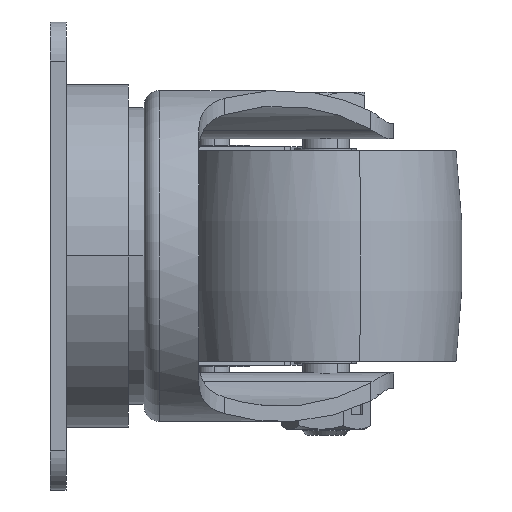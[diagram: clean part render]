
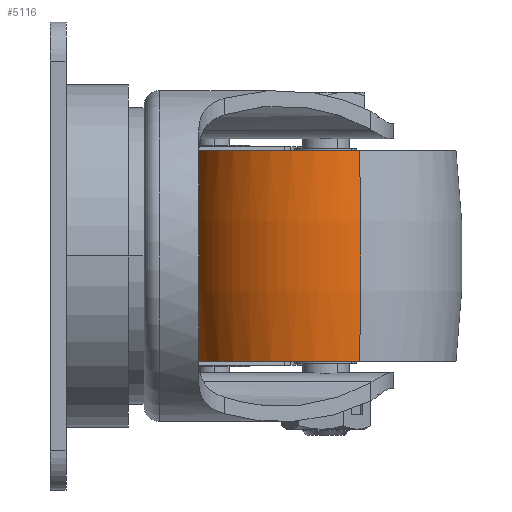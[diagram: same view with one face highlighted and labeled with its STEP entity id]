
A CAD part, left-side view. The second image highlights one B-rep face of the part: STEP entity #5116.
In plain terms, the highlighted toroidal (fillet/blend) face has major radius 104.375 mm and minor radius 121.875 mm.
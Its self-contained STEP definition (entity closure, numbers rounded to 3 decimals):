
#64 = CIRCLE ( 'NONE', #11938, 121.875 ) ;
#394 = DIRECTION ( 'NONE',  ( 0., 0., -1. ) ) ;
#462 = DIRECTION ( 'NONE',  ( 0., 0., -1. ) ) ;
#693 = CARTESIAN_POINT ( 'NONE',  ( 33.183, -30.977, 13.5 ) ) ;
#2095 = CARTESIAN_POINT ( 'NONE',  ( 17., -35.3, 13.5 ) ) ;
#3277 = VERTEX_POINT ( 'NONE', #693 ) ;
#3905 = CARTESIAN_POINT ( 'NONE',  ( -83.839, -62.238, 0. ) ) ;
#4587 = VERTEX_POINT ( 'NONE', #18452 ) ;
#5116 = ADVANCED_FACE ( 'NONE', ( #13367 ), #9081, .T. ) ;
#5697 = AXIS2_PLACEMENT_3D ( 'NONE', #7158, #16876, #16801 ) ;
#6027 = CIRCLE ( 'NONE', #5697, 121.875 ) ;
#7158 = CARTESIAN_POINT ( 'NONE',  ( 117.839, -8.362, 0. ) ) ;
#7603 = VERTEX_POINT ( 'NONE', #14298 ) ;
#7917 = ORIENTED_EDGE ( 'NONE', *, *, #14420, .F. ) ;
#8463 = EDGE_CURVE ( 'NONE', #3277, #4587, #64, .T. ) ;
#9081 = TOROIDAL_SURFACE ( 'NONE', #12056, -104.375, 121.875 ) ;
#9089 = AXIS2_PLACEMENT_3D ( 'NONE', #20862, #21000, #16005 ) ;
#11938 = AXIS2_PLACEMENT_3D ( 'NONE', #3905, #15243, #20178 ) ;
#12056 = AXIS2_PLACEMENT_3D ( 'NONE', #19877, #394, #14869 ) ;
#12111 = ORIENTED_EDGE ( 'NONE', *, *, #8463, .T. ) ;
#13097 = ORIENTED_EDGE ( 'NONE', *, *, #13875, .T. ) ;
#13164 = EDGE_CURVE ( 'NONE', #7603, #18883, #6027, .T. ) ;
#13367 = FACE_OUTER_BOUND ( 'NONE', #16640, .T. ) ;
#13875 = EDGE_CURVE ( 'NONE', #7603, #3277, #15623, .T. ) ;
#14243 = AXIS2_PLACEMENT_3D ( 'NONE', #2095, #462, #16925 ) ;
#14298 = CARTESIAN_POINT ( 'NONE',  ( 0.817, -39.623, 13.5 ) ) ;
#14420 = EDGE_CURVE ( 'NONE', #18883, #4587, #18353, .T. ) ;
#14869 = DIRECTION ( 'NONE',  ( -0.966, -0.258, 0. ) ) ;
#15243 = DIRECTION ( 'NONE',  ( -0.258, 0.966, 0. ) ) ;
#15623 = CIRCLE ( 'NONE', #14243, 16.75 ) ;
#16005 = DIRECTION ( 'NONE',  ( -0.966, -0.258, 0. ) ) ;
#16640 = EDGE_LOOP ( 'NONE', ( #13097, #12111, #7917, #18409 ) ) ;
#16801 = DIRECTION ( 'NONE',  ( 0.966, 0.258, 0. ) ) ;
#16876 = DIRECTION ( 'NONE',  ( 0.258, -0.966, 0. ) ) ;
#16925 = DIRECTION ( 'NONE',  ( -0.966, -0.258, 0. ) ) ;
#18353 = CIRCLE ( 'NONE', #9089, 16.75 ) ;
#18409 = ORIENTED_EDGE ( 'NONE', *, *, #13164, .F. ) ;
#18452 = CARTESIAN_POINT ( 'NONE',  ( 33.183, -30.977, -13.5 ) ) ;
#18883 = VERTEX_POINT ( 'NONE', #19844 ) ;
#19844 = CARTESIAN_POINT ( 'NONE',  ( 0.817, -39.623, -13.5 ) ) ;
#19877 = CARTESIAN_POINT ( 'NONE',  ( 17., -35.3, 0. ) ) ;
#20178 = DIRECTION ( 'NONE',  ( -0.966, -0.258, 0. ) ) ;
#20862 = CARTESIAN_POINT ( 'NONE',  ( 17., -35.3, -13.5 ) ) ;
#21000 = DIRECTION ( 'NONE',  ( 0., 0., -1. ) ) ;
